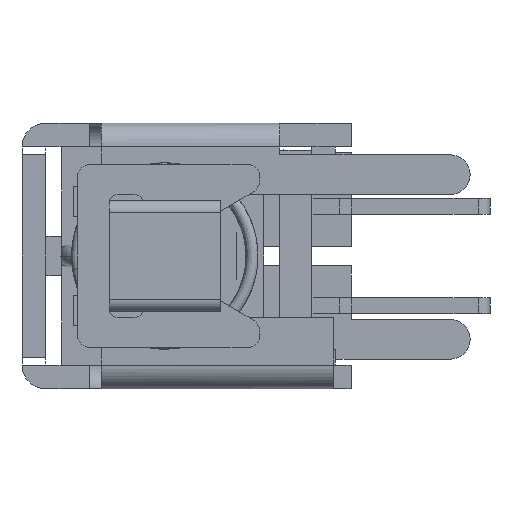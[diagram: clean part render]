
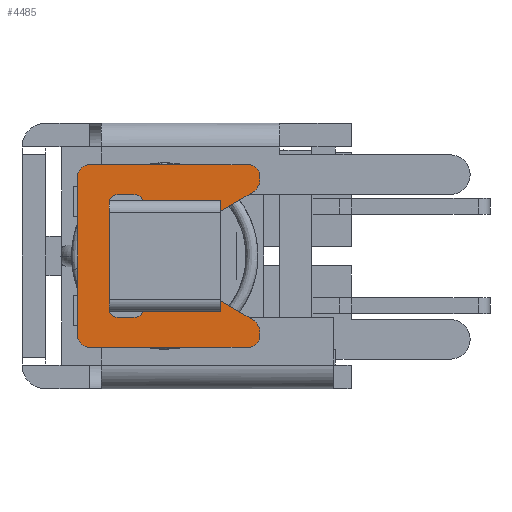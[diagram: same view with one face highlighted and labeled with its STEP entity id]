
A CAD part, left-side view. The second image highlights one B-rep face of the part: STEP entity #4485.
In plain terms, the highlighted planar face has unit normal (-1, 0, 0).
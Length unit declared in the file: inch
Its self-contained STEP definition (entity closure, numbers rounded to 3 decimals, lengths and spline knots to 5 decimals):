
#4063=CARTESIAN_POINT('',(-0.4685,0.,-0.05217));
#4064=DIRECTION('',(1.,0.,0.));
#4065=DIRECTION('',(0.,1.,0.));
#4066=AXIS2_PLACEMENT_3D('',#4063,#4064,#4065);
#4068=DIRECTION('',(0.,-1.,0.));
#4069=VECTOR('',#4068,0.0689);
#4070=CARTESIAN_POINT('',(-0.4685,0.,-0.04429));
#4071=LINE('',#4070,#4069);
#4072=DIRECTION('',(0.,-0.862,-0.508));
#4073=VECTOR('',#4072,0.03669);
#4074=CARTESIAN_POINT('',(-0.4685,-0.0689,
-0.04429));
#4075=LINE('',#4074,#4073);
#4076=CARTESIAN_POINT('',(-0.4685,-0.09252,
-0.07648));
#4077=DIRECTION('',(1.,0.,0.));
#4078=DIRECTION('',(0.,-0.508,0.862));
#4079=AXIS2_PLACEMENT_3D('',#4076,#4077,#4078);
#4081=DIRECTION('',(0.,0.,-1.));
#4082=VECTOR('',#4081,0.00226);
#4083=CARTESIAN_POINT('',(-0.4685,-0.10827,
-0.07648));
#4084=LINE('',#4083,#4082);
#4085=CARTESIAN_POINT('',(-0.4685,-0.09646,
-0.07874));
#4086=DIRECTION('',(1.,0.,0.));
#4087=DIRECTION('',(0.,-1.,0.));
#4088=AXIS2_PLACEMENT_3D('',#4085,#4086,#4087);
#4090=CARTESIAN_POINT('',(-0.4685,0.06102,
-0.07874));
#4091=DIRECTION('',(1.,0.,0.));
#4092=DIRECTION('',(0.,0.,-1.));
#4093=AXIS2_PLACEMENT_3D('',#4090,#4091,#4092);
#4095=CARTESIAN_POINT('',(-0.4685,0.06102,
0.07874));
#4096=DIRECTION('',(1.,0.,0.));
#4097=DIRECTION('',(0.,1.,0.));
#4098=AXIS2_PLACEMENT_3D('',#4095,#4096,#4097);
#4100=CARTESIAN_POINT('',(-0.4685,-0.09646,
0.07874));
#4101=DIRECTION('',(1.,0.,0.));
#4102=DIRECTION('',(0.,0.,1.));
#4103=AXIS2_PLACEMENT_3D('',#4100,#4101,#4102);
#4105=DIRECTION('',(0.,0.,-1.));
#4106=VECTOR('',#4105,0.00226);
#4107=CARTESIAN_POINT('',(-0.4685,-0.10827,
0.07874));
#4108=LINE('',#4107,#4106);
#4109=CARTESIAN_POINT('',(-0.4685,-0.09252,
0.07648));
#4110=DIRECTION('',(1.,0.,0.));
#4111=DIRECTION('',(0.,-1.,0.));
#4112=AXIS2_PLACEMENT_3D('',#4109,#4110,#4111);
#4114=DIRECTION('',(0.,0.862,-0.508));
#4115=VECTOR('',#4114,0.03669);
#4116=CARTESIAN_POINT('',(-0.4685,-0.10051,
0.06291));
#4117=LINE('',#4116,#4115);
#4118=DIRECTION('',(0.,1.,0.));
#4119=VECTOR('',#4118,0.0689);
#4120=CARTESIAN_POINT('',(-0.4685,-0.0689,
0.04429));
#4121=LINE('',#4120,#4119);
#4122=CARTESIAN_POINT('',(-0.4685,0.,0.05217));
#4123=DIRECTION('',(1.,0.,0.));
#4124=DIRECTION('',(0.,0.,-1.));
#4125=AXIS2_PLACEMENT_3D('',#4122,#4123,#4124);
#4127=DIRECTION('',(0.,0.,1.));
#4128=VECTOR('',#4127,0.00098);
#4129=CARTESIAN_POINT('',(-0.4685,0.00787,
0.05217));
#4130=LINE('',#4129,#4128);
#4131=CARTESIAN_POINT('',(-0.4685,0.01575,
0.05315));
#4132=DIRECTION('',(-1.,0.,0.));
#4133=DIRECTION('',(0.,-1.,0.));
#4134=AXIS2_PLACEMENT_3D('',#4131,#4132,#4133);
#4136=DIRECTION('',(0.,1.,0.));
#4137=VECTOR('',#4136,0.01772);
#4138=CARTESIAN_POINT('',(-0.4685,0.01575,
0.06102));
#4139=LINE('',#4138,#4137);
#4140=CARTESIAN_POINT('',(-0.4685,0.03346,
0.05315));
#4141=DIRECTION('',(-1.,0.,0.));
#4142=DIRECTION('',(0.,0.,1.));
#4143=AXIS2_PLACEMENT_3D('',#4140,#4141,#4142);
#4145=DIRECTION('',(0.,0.,-1.));
#4146=VECTOR('',#4145,0.1063);
#4147=CARTESIAN_POINT('',(-0.4685,0.04134,
0.05315));
#4148=LINE('',#4147,#4146);
#4149=CARTESIAN_POINT('',(-0.4685,0.03346,
-0.05315));
#4150=DIRECTION('',(-1.,0.,0.));
#4151=DIRECTION('',(0.,1.,0.));
#4152=AXIS2_PLACEMENT_3D('',#4149,#4150,#4151);
#4154=DIRECTION('',(0.,-1.,0.));
#4155=VECTOR('',#4154,0.01772);
#4156=CARTESIAN_POINT('',(-0.4685,0.03346,
-0.06102));
#4157=LINE('',#4156,#4155);
#4158=CARTESIAN_POINT('',(-0.4685,0.01575,
-0.05315));
#4159=DIRECTION('',(-1.,0.,0.));
#4160=DIRECTION('',(0.,0.,-1.));
#4161=AXIS2_PLACEMENT_3D('',#4158,#4159,#4160);
#4163=DIRECTION('',(0.,0.,1.));
#4164=VECTOR('',#4163,0.00098);
#4165=CARTESIAN_POINT('',(-0.4685,0.00787,
-0.05315));
#4166=LINE('',#4165,#4164);
#4183=DIRECTION('',(0.,-1.,0.));
#4184=VECTOR('',#4183,0.15748);
#4185=CARTESIAN_POINT('',(-0.4685,0.06102,
-0.09055));
#4186=LINE('',#4185,#4184);
#4199=DIRECTION('',(0.,0.,-1.));
#4200=VECTOR('',#4199,0.15748);
#4201=CARTESIAN_POINT('',(-0.4685,0.07283,
0.07874));
#4202=LINE('',#4201,#4200);
#4223=DIRECTION('',(0.,1.,0.));
#4224=VECTOR('',#4223,0.15748);
#4225=CARTESIAN_POINT('',(-0.4685,-0.09646,
0.09055));
#4226=LINE('',#4225,#4224);
#4287=CARTESIAN_POINT('',(-0.4685,0.00787,
-0.05217));
#4288=CARTESIAN_POINT('',(-0.4685,0.,-0.04429));
#4289=VERTEX_POINT('',#4287);
#4290=VERTEX_POINT('',#4288);
#4291=CARTESIAN_POINT('',(-0.4685,-0.0689,
-0.04429));
#4292=CARTESIAN_POINT('',(-0.4685,-0.10051,
-0.06291));
#4293=VERTEX_POINT('',#4291);
#4294=VERTEX_POINT('',#4292);
#4295=CARTESIAN_POINT('',(-0.4685,-0.10827,
-0.07648));
#4296=VERTEX_POINT('',#4295);
#4297=CARTESIAN_POINT('',(-0.4685,-0.10827,
-0.07874));
#4298=CARTESIAN_POINT('',(-0.4685,-0.09646,
-0.09055));
#4299=VERTEX_POINT('',#4297);
#4300=VERTEX_POINT('',#4298);
#4301=CARTESIAN_POINT('',(-0.4685,0.06102,
-0.09055));
#4302=CARTESIAN_POINT('',(-0.4685,0.07283,
-0.07874));
#4303=VERTEX_POINT('',#4301);
#4304=VERTEX_POINT('',#4302);
#4305=CARTESIAN_POINT('',(-0.4685,0.07283,
0.07874));
#4306=CARTESIAN_POINT('',(-0.4685,0.06102,
0.09055));
#4307=VERTEX_POINT('',#4305);
#4308=VERTEX_POINT('',#4306);
#4309=CARTESIAN_POINT('',(-0.4685,-0.09646,
0.09055));
#4310=CARTESIAN_POINT('',(-0.4685,-0.10827,
0.07874));
#4311=VERTEX_POINT('',#4309);
#4312=VERTEX_POINT('',#4310);
#4313=CARTESIAN_POINT('',(-0.4685,-0.10827,
0.07648));
#4314=CARTESIAN_POINT('',(-0.4685,-0.10051,
0.06291));
#4315=VERTEX_POINT('',#4313);
#4316=VERTEX_POINT('',#4314);
#4317=CARTESIAN_POINT('',(-0.4685,-0.0689,
0.04429));
#4318=VERTEX_POINT('',#4317);
#4319=CARTESIAN_POINT('',(-0.4685,0.,0.04429));
#4320=CARTESIAN_POINT('',(-0.4685,0.00787,
0.05217));
#4321=VERTEX_POINT('',#4319);
#4322=VERTEX_POINT('',#4320);
#4323=CARTESIAN_POINT('',(-0.4685,0.00787,
0.05315));
#4324=CARTESIAN_POINT('',(-0.4685,0.01575,
0.06102));
#4325=VERTEX_POINT('',#4323);
#4326=VERTEX_POINT('',#4324);
#4327=CARTESIAN_POINT('',(-0.4685,0.03346,
0.06102));
#4328=CARTESIAN_POINT('',(-0.4685,0.04134,
0.05315));
#4329=VERTEX_POINT('',#4327);
#4330=VERTEX_POINT('',#4328);
#4331=CARTESIAN_POINT('',(-0.4685,0.04134,
-0.05315));
#4332=CARTESIAN_POINT('',(-0.4685,0.03346,
-0.06102));
#4333=VERTEX_POINT('',#4331);
#4334=VERTEX_POINT('',#4332);
#4335=CARTESIAN_POINT('',(-0.4685,0.01575,
-0.06102));
#4336=CARTESIAN_POINT('',(-0.4685,0.00787,
-0.05315));
#4337=VERTEX_POINT('',#4335);
#4338=VERTEX_POINT('',#4336);
#4428=CARTESIAN_POINT('',(-0.4685,-0.01772,0.));
#4429=DIRECTION('',(1.,0.,0.));
#4430=DIRECTION('',(0.,-1.,0.));
#4431=AXIS2_PLACEMENT_3D('',#4428,#4429,#4430);
#4432=PLANE('',#4431);
#4434=ORIENTED_EDGE('',*,*,#4433,.T.);
#4436=ORIENTED_EDGE('',*,*,#4435,.T.);
#4438=ORIENTED_EDGE('',*,*,#4437,.T.);
#4440=ORIENTED_EDGE('',*,*,#4439,.T.);
#4442=ORIENTED_EDGE('',*,*,#4441,.T.);
#4444=ORIENTED_EDGE('',*,*,#4443,.T.);
#4446=ORIENTED_EDGE('',*,*,#4445,.F.);
#4448=ORIENTED_EDGE('',*,*,#4447,.T.);
#4450=ORIENTED_EDGE('',*,*,#4449,.F.);
#4452=ORIENTED_EDGE('',*,*,#4451,.T.);
#4454=ORIENTED_EDGE('',*,*,#4453,.F.);
#4456=ORIENTED_EDGE('',*,*,#4455,.T.);
#4458=ORIENTED_EDGE('',*,*,#4457,.T.);
#4459=ORIENTED_EDGE('',*,*,#4420,.T.);
#4460=ORIENTED_EDGE('',*,*,#4409,.T.);
#4462=ORIENTED_EDGE('',*,*,#4461,.T.);
#4464=ORIENTED_EDGE('',*,*,#4463,.T.);
#4466=ORIENTED_EDGE('',*,*,#4465,.T.);
#4468=ORIENTED_EDGE('',*,*,#4467,.T.);
#4470=ORIENTED_EDGE('',*,*,#4469,.T.);
#4472=ORIENTED_EDGE('',*,*,#4471,.T.);
#4474=ORIENTED_EDGE('',*,*,#4473,.T.);
#4476=ORIENTED_EDGE('',*,*,#4475,.T.);
#4478=ORIENTED_EDGE('',*,*,#4477,.T.);
#4480=ORIENTED_EDGE('',*,*,#4479,.T.);
#4482=ORIENTED_EDGE('',*,*,#4481,.T.);
#4483=EDGE_LOOP('',(#4434,#4436,#4438,#4440,#4442,#4444,#4446,#4448,#4450,#4452,
#4454,#4456,#4458,#4459,#4460,#4462,#4464,#4466,#4468,#4470,#4472,#4474,#4476,
#4478,#4480,#4482));
#4484=FACE_OUTER_BOUND('',#4483,.F.);
#4485=ADVANCED_FACE('',(#4484),#4432,.F.);
#4067=CIRCLE('',#4066,0.00787);
#4080=CIRCLE('',#4079,0.01575);
#4089=CIRCLE('',#4088,0.01181);
#4094=CIRCLE('',#4093,0.01181);
#4099=CIRCLE('',#4098,0.01181);
#4104=CIRCLE('',#4103,0.01181);
#4113=CIRCLE('',#4112,0.01575);
#4126=CIRCLE('',#4125,0.00787);
#4135=CIRCLE('',#4134,0.00787);
#4144=CIRCLE('',#4143,0.00787);
#4153=CIRCLE('',#4152,0.00787);
#4162=CIRCLE('',#4161,0.00787);
#4409=EDGE_CURVE('',#4316,#4318,#4117,.T.);
#4420=EDGE_CURVE('',#4315,#4316,#4113,.T.);
#4433=EDGE_CURVE('',#4289,#4290,#4067,.T.);
#4435=EDGE_CURVE('',#4290,#4293,#4071,.T.);
#4437=EDGE_CURVE('',#4293,#4294,#4075,.T.);
#4439=EDGE_CURVE('',#4294,#4296,#4080,.T.);
#4441=EDGE_CURVE('',#4296,#4299,#4084,.T.);
#4443=EDGE_CURVE('',#4299,#4300,#4089,.T.);
#4445=EDGE_CURVE('',#4303,#4300,#4186,.T.);
#4447=EDGE_CURVE('',#4303,#4304,#4094,.T.);
#4449=EDGE_CURVE('',#4307,#4304,#4202,.T.);
#4451=EDGE_CURVE('',#4307,#4308,#4099,.T.);
#4453=EDGE_CURVE('',#4311,#4308,#4226,.T.);
#4455=EDGE_CURVE('',#4311,#4312,#4104,.T.);
#4457=EDGE_CURVE('',#4312,#4315,#4108,.T.);
#4461=EDGE_CURVE('',#4318,#4321,#4121,.T.);
#4463=EDGE_CURVE('',#4321,#4322,#4126,.T.);
#4465=EDGE_CURVE('',#4322,#4325,#4130,.T.);
#4467=EDGE_CURVE('',#4325,#4326,#4135,.T.);
#4469=EDGE_CURVE('',#4326,#4329,#4139,.T.);
#4471=EDGE_CURVE('',#4329,#4330,#4144,.T.);
#4473=EDGE_CURVE('',#4330,#4333,#4148,.T.);
#4475=EDGE_CURVE('',#4333,#4334,#4153,.T.);
#4477=EDGE_CURVE('',#4334,#4337,#4157,.T.);
#4479=EDGE_CURVE('',#4337,#4338,#4162,.T.);
#4481=EDGE_CURVE('',#4338,#4289,#4166,.T.);
